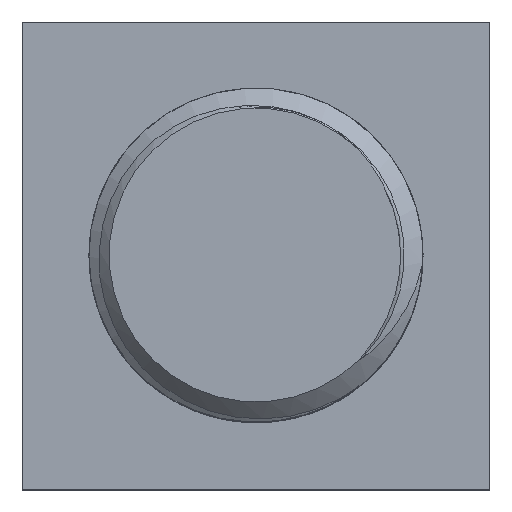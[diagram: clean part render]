
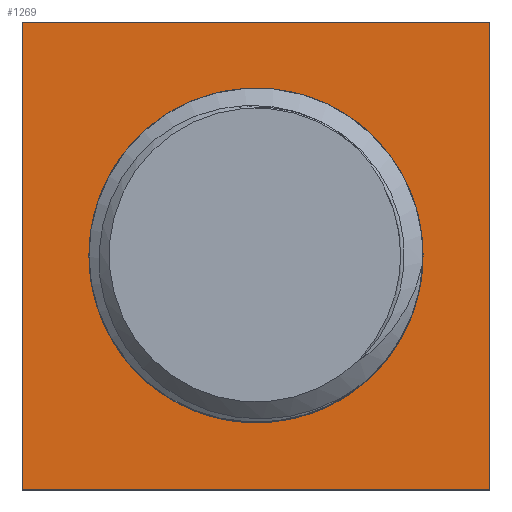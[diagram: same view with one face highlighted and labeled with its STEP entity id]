
A CAD part, top view. The second image highlights one B-rep face of the part: STEP entity #1269.
In plain terms, the highlighted planar face has unit normal (0, 0, 1).
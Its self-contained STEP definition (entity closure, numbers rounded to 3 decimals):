
#161=LINE('',#4441,#313);
#162=LINE('',#4444,#314);
#163=LINE('',#4446,#315);
#164=LINE('',#4448,#316);
#313=VECTOR('',#1636,1000.);
#314=VECTOR('',#1637,1000.);
#315=VECTOR('',#1638,1000.);
#316=VECTOR('',#1639,1000.);
#387=PLANE('',#1354);
#395=CIRCLE('',#1355,2.5);
#673=ORIENTED_EDGE('',*,*,#899,.T.);
#674=ORIENTED_EDGE('',*,*,#900,.T.);
#675=ORIENTED_EDGE('',*,*,#901,.T.);
#676=ORIENTED_EDGE('',*,*,#902,.T.);
#677=ORIENTED_EDGE('',*,*,#903,.F.);
#678=ORIENTED_EDGE('',*,*,#752,.F.);
#679=ORIENTED_EDGE('',*,*,#756,.F.);
#680=ORIENTED_EDGE('',*,*,#744,.F.);
#681=ORIENTED_EDGE('',*,*,#749,.F.);
#744=EDGE_CURVE('',#914,#915,#1021,.F.);
#749=EDGE_CURVE('',#918,#914,#1024,.F.);
#752=EDGE_CURVE('',#921,#922,#1026,.F.);
#756=EDGE_CURVE('',#915,#921,#1029,.F.);
#899=EDGE_CURVE('',#1012,#1013,#161,.T.);
#900=EDGE_CURVE('',#1013,#1014,#162,.T.);
#901=EDGE_CURVE('',#1014,#1015,#163,.T.);
#902=EDGE_CURVE('',#1015,#1012,#164,.T.);
#903=EDGE_CURVE('',#922,#918,#395,.T.);
#914=VERTEX_POINT('',#2358);
#915=VERTEX_POINT('',#2363);
#918=VERTEX_POINT('',#2993);
#921=VERTEX_POINT('',#3446);
#922=VERTEX_POINT('',#3452);
#1012=VERTEX_POINT('',#4442);
#1013=VERTEX_POINT('',#4443);
#1014=VERTEX_POINT('',#4445);
#1015=VERTEX_POINT('',#4447);
#1021=B_SPLINE_CURVE_WITH_KNOTS('',3,(#2359,#2360,#2361,#2362),
 .UNSPECIFIED.,.F.,.F.,(4,4),(0.,1.),.UNSPECIFIED.);
#1024=B_SPLINE_CURVE_WITH_KNOTS('',3,(#2994,#2995,#2996,#2997,#2998),
 .UNSPECIFIED.,.F.,.F.,(4,1,4),(0.,0.5,1.),.UNSPECIFIED.);
#1026=B_SPLINE_CURVE_WITH_KNOTS('',3,(#3447,#3448,#3449,#3450,#3451),
 .UNSPECIFIED.,.F.,.F.,(4,1,4),(0.,0.5,1.),.UNSPECIFIED.);
#1029=B_SPLINE_CURVE_WITH_KNOTS('',3,(#4143,#4144,#4145,#4146),
 .UNSPECIFIED.,.F.,.F.,(4,4),(0.,1.),.UNSPECIFIED.);
#1097=EDGE_LOOP('',(#673,#674,#675,#676));
#1098=EDGE_LOOP('',(#677,#678,#679,#680,#681));
#1181=FACE_BOUND('',#1097,.T.);
#1182=FACE_BOUND('',#1098,.T.);
#1269=ADVANCED_FACE('',(#1181,#1182),#387,.T.);
#1354=AXIS2_PLACEMENT_3D('',#4440,#1634,#1635);
#1355=AXIS2_PLACEMENT_3D('',#4449,#1640,#1641);
#1634=DIRECTION('',(0.,0.,1.));
#1635=DIRECTION('',(1.,0.,0.));
#1636=DIRECTION('',(0.,-1.,0.));
#1637=DIRECTION('',(1.,0.,0.));
#1638=DIRECTION('',(0.,1.,0.));
#1639=DIRECTION('',(-1.,0.,0.));
#1640=DIRECTION('',(0.,0.,1.));
#1641=DIRECTION('',(1.,0.,0.));
#2358=CARTESIAN_POINT('',(1.293,-1.805,3.));
#2359=CARTESIAN_POINT('',(2.165,0.,3.));
#2360=CARTESIAN_POINT('',(2.165,-0.687,3.));
#2361=CARTESIAN_POINT('',(1.834,-1.359,3.));
#2362=CARTESIAN_POINT('',(1.293,-1.805,3.));
#2363=CARTESIAN_POINT('',(2.165,0.,3.));
#2993=CARTESIAN_POINT('',(-2.288,-1.007,3.));
#2994=CARTESIAN_POINT('',(1.293,-1.805,3.));
#2995=CARTESIAN_POINT('',(0.752,-2.25,3.));
#2996=CARTESIAN_POINT('',(-0.766,-2.583,3.));
#2997=CARTESIAN_POINT('',(-1.961,-1.636,3.));
#2998=CARTESIAN_POINT('',(-2.288,-1.007,3.));
#3446=CARTESIAN_POINT('',(1.293,1.805,3.));
#3447=CARTESIAN_POINT('',(-2.288,1.007,3.));
#3448=CARTESIAN_POINT('',(-1.961,1.634,3.));
#3449=CARTESIAN_POINT('',(-0.761,2.585,3.));
#3450=CARTESIAN_POINT('',(0.751,2.251,3.));
#3451=CARTESIAN_POINT('',(1.293,1.805,3.));
#3452=CARTESIAN_POINT('',(-2.288,1.007,3.));
#4143=CARTESIAN_POINT('',(1.293,1.805,3.));
#4144=CARTESIAN_POINT('',(1.834,1.359,3.));
#4145=CARTESIAN_POINT('',(2.165,0.689,3.));
#4146=CARTESIAN_POINT('',(2.165,0.,3.));
#4440=CARTESIAN_POINT('',(0.,0.,3.));
#4441=CARTESIAN_POINT('',(-3.5,3.5,3.));
#4442=CARTESIAN_POINT('',(-3.5,3.5,3.));
#4443=CARTESIAN_POINT('',(-3.5,-3.5,3.));
#4444=CARTESIAN_POINT('',(-3.5,-3.5,3.));
#4445=CARTESIAN_POINT('',(3.5,-3.5,3.));
#4446=CARTESIAN_POINT('',(3.5,-3.5,3.));
#4447=CARTESIAN_POINT('',(3.5,3.5,3.));
#4448=CARTESIAN_POINT('',(3.5,3.5,3.));
#4449=CARTESIAN_POINT('',(0.,0.,3.));
